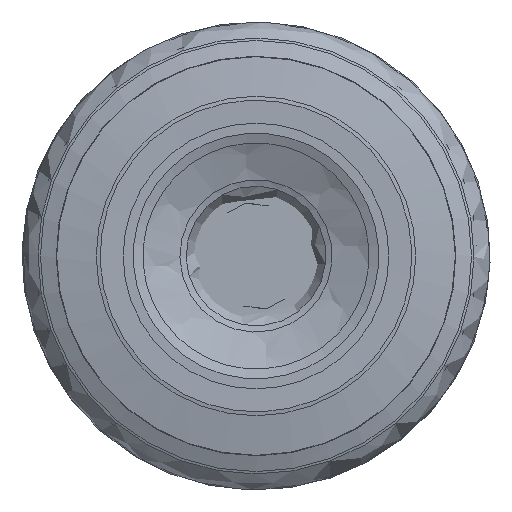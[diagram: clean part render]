
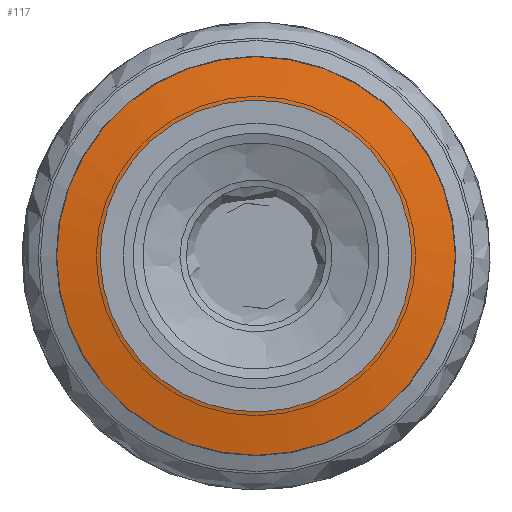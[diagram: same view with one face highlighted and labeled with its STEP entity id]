
A CAD part, left-side view. The second image highlights one B-rep face of the part: STEP entity #117.
In plain terms, the highlighted free-form (B-spline) face has degree [1, 3] with [2, 7] control points.
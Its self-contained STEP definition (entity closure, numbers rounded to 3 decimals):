
#117=ADVANCED_FACE('',(#181),#156,.F.);
#156=(
BOUNDED_SURFACE()
B_SPLINE_SURFACE(1,3,((#1038,#1039,#1040,#1041,#1042,#1043,#1044),(#1045,
#1046,#1047,#1048,#1049,#1050,#1051)),.UNSPECIFIED.,.F.,.T.,.F.)
B_SPLINE_SURFACE_WITH_KNOTS((2,2),(1,3,3,3,1),(0.,1.),(-0.5,0.,0.5,1.,1.5),
 .UNSPECIFIED.)
GEOMETRIC_REPRESENTATION_ITEM()
RATIONAL_B_SPLINE_SURFACE(((1.,0.333,0.333,1.,0.333,
0.333,1.),(1.,0.333,0.333,1.,0.333,
0.333,1.)))
REPRESENTATION_ITEM('')
SURFACE()
);
#181=FACE_OUTER_BOUND('',#204,.T.);
#204=EDGE_LOOP('',(#348,#349,#350,#351));
#263=CIRCLE('',#553,11.635);
#264=CIRCLE('',#554,14.913);
#348=ORIENTED_EDGE('',*,*,#475,.T.);
#349=ORIENTED_EDGE('',*,*,#476,.F.);
#350=ORIENTED_EDGE('',*,*,#475,.F.);
#351=ORIENTED_EDGE('',*,*,#474,.T.);
#421=VERTEX_POINT('',#1019);
#422=VERTEX_POINT('',#1036);
#474=EDGE_CURVE('',#421,#421,#263,.T.);
#475=EDGE_CURVE('',#421,#422,#514,.T.);
#476=EDGE_CURVE('',#422,#422,#264,.T.);
#514=LINE('',#1035,#529);
#529=VECTOR('',#643,1.);
#553=AXIS2_PLACEMENT_3D('',#1020,#641,#642);
#554=AXIS2_PLACEMENT_3D('',#1037,#644,#645);
#641=DIRECTION('',(1.,0.,0.));
#642=DIRECTION('',(0.,-0.999,0.043));
#643=DIRECTION('',(0.172,-0.979,-0.11));
#644=DIRECTION('',(1.,0.,0.));
#645=DIRECTION('',(0.,-1.,0.009));
#1019=CARTESIAN_POINT('',(0.,-11.625,0.497));
#1020=CARTESIAN_POINT('',(0.,0.,0.));
#1035=CARTESIAN_POINT('',(0.,-11.625,0.497));
#1036=CARTESIAN_POINT('',(0.577,-14.913,0.128));
#1037=CARTESIAN_POINT('',(0.577,0.,0.));
#1038=CARTESIAN_POINT('',(0.,-11.625,0.497));
#1039=CARTESIAN_POINT('',(0.,-12.618,-22.753));
#1040=CARTESIAN_POINT('',(0.,10.631,-23.746));
#1041=CARTESIAN_POINT('',(0.,11.625,-0.497));
#1042=CARTESIAN_POINT('',(0.,12.618,22.753));
#1043=CARTESIAN_POINT('',(0.,-10.631,23.746));
#1044=CARTESIAN_POINT('',(0.,-11.625,0.497));
#1045=CARTESIAN_POINT('',(0.577,-14.913,0.128));
#1046=CARTESIAN_POINT('',(0.577,-15.168,-29.698));
#1047=CARTESIAN_POINT('',(0.577,14.658,-29.953));
#1048=CARTESIAN_POINT('',(0.577,14.913,-0.128));
#1049=CARTESIAN_POINT('',(0.577,15.168,29.698));
#1050=CARTESIAN_POINT('',(0.577,-14.658,29.953));
#1051=CARTESIAN_POINT('',(0.577,-14.913,0.128));
